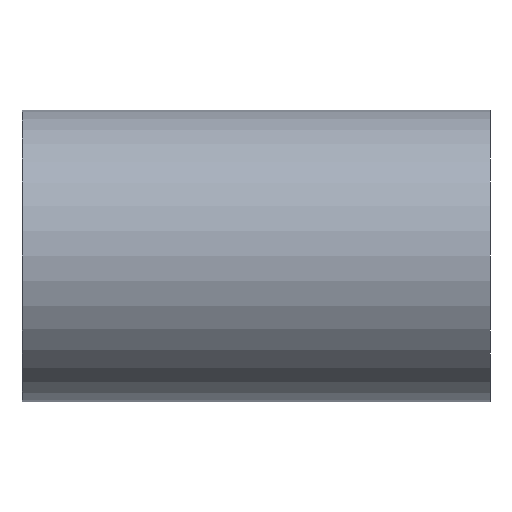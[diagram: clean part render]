
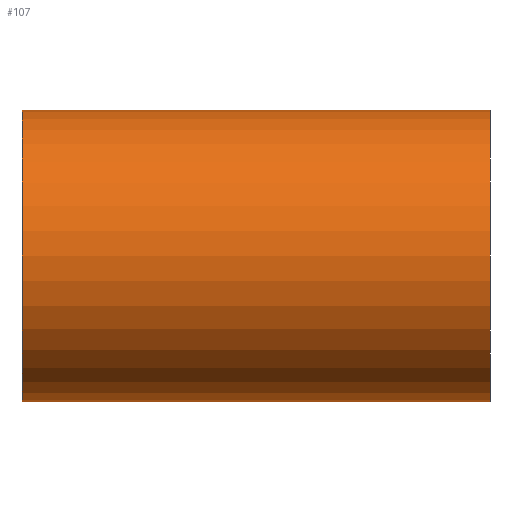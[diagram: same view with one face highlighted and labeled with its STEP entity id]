
A CAD part, front view. The second image highlights one B-rep face of the part: STEP entity #107.
In plain terms, the highlighted cylindrical face has radius 26.5 mm (diameter 53 mm), a full revolution.
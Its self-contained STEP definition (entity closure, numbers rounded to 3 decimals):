
#6 = CIRCLE ( 'NONE', #171, 26.5 ) ;
#24 = EDGE_LOOP ( 'NONE', ( #173 ) ) ;
#25 = DIRECTION ( 'NONE',  ( 0., 0., 1. ) ) ;
#34 = DIRECTION ( 'NONE',  ( -1., 0., 0. ) ) ;
#36 = CARTESIAN_POINT ( 'NONE',  ( 42.5, 0., 0. ) ) ;
#37 = AXIS2_PLACEMENT_3D ( 'NONE', #36, #34, #25 ) ;
#44 = CIRCLE ( 'NONE', #37, 26.5 ) ;
#47 = CARTESIAN_POINT ( 'NONE',  ( 42.5, 0., 26.5 ) ) ;
#49 = CARTESIAN_POINT ( 'NONE',  ( -42.5, 0., 26.5 ) ) ;
#59 = DIRECTION ( 'NONE',  ( 0., 0., 1. ) ) ;
#60 = DIRECTION ( 'NONE',  ( -1., 0., 0. ) ) ;
#63 = CARTESIAN_POINT ( 'NONE',  ( -42.5, 0., 0. ) ) ;
#86 = DIRECTION ( 'NONE',  ( -1., 0., 0. ) ) ;
#87 = EDGE_LOOP ( 'NONE', ( #226 ) ) ;
#101 = EDGE_CURVE ( 'NONE', #164, #164, #44, .T. ) ;
#107 = ADVANCED_FACE ( 'NONE', ( #221, #225 ), #179, .T. ) ;
#128 = CARTESIAN_POINT ( 'NONE',  ( -1229.991, 0., 0. ) ) ;
#132 = DIRECTION ( 'NONE',  ( 0., 0., 1. ) ) ;
#164 = VERTEX_POINT ( 'NONE', #47 ) ;
#171 = AXIS2_PLACEMENT_3D ( 'NONE', #63, #60, #59 ) ;
#173 = ORIENTED_EDGE ( 'NONE', *, *, #247, .F. ) ;
#179 = CYLINDRICAL_SURFACE ( 'NONE', #200, 26.5 ) ;
#200 = AXIS2_PLACEMENT_3D ( 'NONE', #128, #86, #132 ) ;
#221 = FACE_OUTER_BOUND ( 'NONE', #24, .T. ) ;
#225 = FACE_OUTER_BOUND ( 'NONE', #87, .T. ) ;
#226 = ORIENTED_EDGE ( 'NONE', *, *, #101, .T. ) ;
#229 = VERTEX_POINT ( 'NONE', #49 ) ;
#247 = EDGE_CURVE ( 'NONE', #229, #229, #6, .T. ) ;
